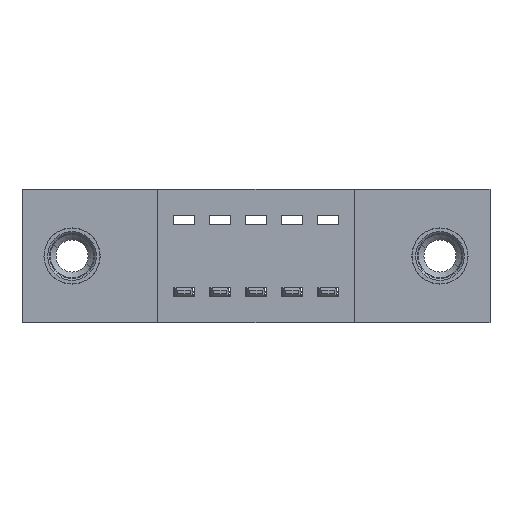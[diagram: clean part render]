
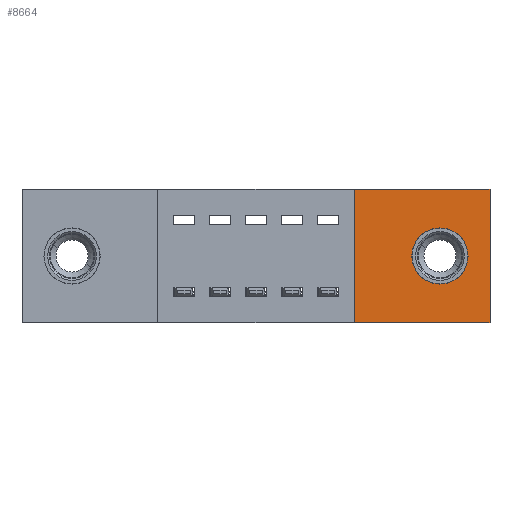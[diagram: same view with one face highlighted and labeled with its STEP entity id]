
A CAD part, front view. The second image highlights one B-rep face of the part: STEP entity #8664.
In plain terms, the highlighted planar face has unit normal (0, -1, 0).
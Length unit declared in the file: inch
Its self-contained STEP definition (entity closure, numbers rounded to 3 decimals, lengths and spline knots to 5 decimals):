
#138 = VERTEX_POINT ( 'NONE', #5487 ) ;
#373 = AXIS2_PLACEMENT_3D ( 'NONE', #4038, #3920, #3885 ) ;
#412 = AXIS2_PLACEMENT_3D ( 'NONE', #4077, #3355, #8156 ) ;
#464 = FACE_OUTER_BOUND ( 'NONE', #1687, .T. ) ;
#480 = VECTOR ( 'NONE', #6763, 39.37008 ) ;
#528 = VECTOR ( 'NONE', #7542, 39.37008 ) ;
#718 = LINE ( 'NONE', #2504, #7696 ) ;
#767 = LINE ( 'NONE', #3976, #528 ) ;
#1029 = ORIENTED_EDGE ( 'NONE', *, *, #6797, .F. ) ;
#1162 = DIRECTION ( 'NONE',  ( 0., 0., -1. ) ) ;
#1687 = EDGE_LOOP ( 'NONE', ( #1029, #8272, #3047, #8431 ) ) ;
#1857 = VERTEX_POINT ( 'NONE', #8572 ) ;
#1866 = DIRECTION ( 'NONE',  ( -1., 0., 0. ) ) ;
#2504 = CARTESIAN_POINT ( 'NONE',  ( 1.3, 0., 0. ) ) ;
#2619 = ORIENTED_EDGE ( 'NONE', *, *, #5318, .T. ) ;
#2642 = VERTEX_POINT ( 'NONE', #6510 ) ;
#2664 = PLANE ( 'NONE',  #412 ) ;
#3047 = ORIENTED_EDGE ( 'NONE', *, *, #6819, .F. ) ;
#3193 = CARTESIAN_POINT ( 'NONE',  ( 0.923, 0., -0.37 ) ) ;
#3355 = DIRECTION ( 'NONE',  ( 0., -1., 0. ) ) ;
#3885 = DIRECTION ( 'NONE',  ( 0., 0., -1. ) ) ;
#3910 = DIRECTION ( 'NONE',  ( 0., 1., 0. ) ) ;
#3920 = DIRECTION ( 'NONE',  ( 0., 1., 0. ) ) ;
#3976 = CARTESIAN_POINT ( 'NONE',  ( 0., 0., 0. ) ) ;
#3990 = VECTOR ( 'NONE', #1866, 39.37008 ) ;
#4038 = CARTESIAN_POINT ( 'NONE',  ( 1.161, 0., -0.185 ) ) ;
#4077 = CARTESIAN_POINT ( 'NONE',  ( 0., 0., -0.37 ) ) ;
#4228 = CIRCLE ( 'NONE', #6052, 0.078 ) ;
#4281 = VERTEX_POINT ( 'NONE', #4733 ) ;
#4733 = CARTESIAN_POINT ( 'NONE',  ( 1.161, 0., -0.107 ) ) ;
#4786 = CARTESIAN_POINT ( 'NONE',  ( 0.923, 0., 0. ) ) ;
#5226 = EDGE_LOOP ( 'NONE', ( #7927, #2619 ) ) ;
#5284 = VERTEX_POINT ( 'NONE', #8351 ) ;
#5318 = EDGE_CURVE ( 'NONE', #5284, #4281, #6411, .T. ) ;
#5401 = CARTESIAN_POINT ( 'NONE',  ( 0., 0., -0.37 ) ) ;
#5487 = CARTESIAN_POINT ( 'NONE',  ( 0.923, 0., -0.37 ) ) ;
#5652 = EDGE_CURVE ( 'NONE', #8609, #1857, #767, .T. ) ;
#5925 = FACE_BOUND ( 'NONE', #5226, .T. ) ;
#5943 = LINE ( 'NONE', #5401, #3990 ) ;
#6052 = AXIS2_PLACEMENT_3D ( 'NONE', #8019, #3910, #8543 ) ;
#6153 = LINE ( 'NONE', #3193, #480 ) ;
#6411 = CIRCLE ( 'NONE', #373, 0.078 ) ;
#6510 = CARTESIAN_POINT ( 'NONE',  ( 1.3, 0., -0.37 ) ) ;
#6763 = DIRECTION ( 'NONE',  ( 0., 0., 1. ) ) ;
#6781 = EDGE_CURVE ( 'NONE', #4281, #5284, #4228, .T. ) ;
#6797 = EDGE_CURVE ( 'NONE', #138, #8609, #6153, .T. ) ;
#6814 = EDGE_CURVE ( 'NONE', #2642, #138, #5943, .T. ) ;
#6819 = EDGE_CURVE ( 'NONE', #1857, #2642, #718, .T. ) ;
#7542 = DIRECTION ( 'NONE',  ( 1., 0., 0. ) ) ;
#7696 = VECTOR ( 'NONE', #1162, 39.37008 ) ;
#7927 = ORIENTED_EDGE ( 'NONE', *, *, #6781, .T. ) ;
#8019 = CARTESIAN_POINT ( 'NONE',  ( 1.161, 0., -0.185 ) ) ;
#8156 = DIRECTION ( 'NONE',  ( 0., 0., -1. ) ) ;
#8272 = ORIENTED_EDGE ( 'NONE', *, *, #6814, .F. ) ;
#8351 = CARTESIAN_POINT ( 'NONE',  ( 1.161, 0., -0.263 ) ) ;
#8431 = ORIENTED_EDGE ( 'NONE', *, *, #5652, .F. ) ;
#8543 = DIRECTION ( 'NONE',  ( 0., 0., -1. ) ) ;
#8572 = CARTESIAN_POINT ( 'NONE',  ( 1.3, 0., 0. ) ) ;
#8609 = VERTEX_POINT ( 'NONE', #4786 ) ;
#8664 = ADVANCED_FACE ( 'NONE', ( #5925, #464 ), #2664, .T. ) ;
